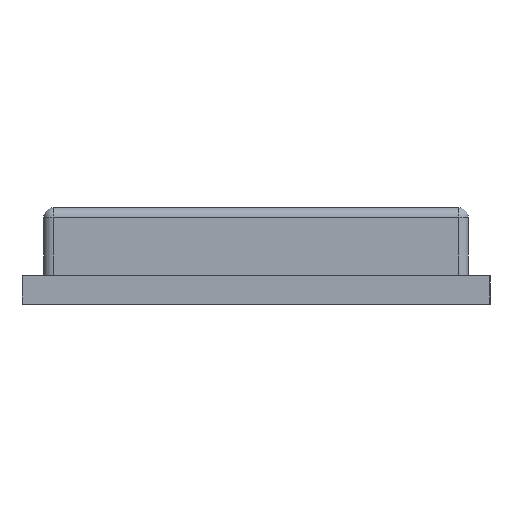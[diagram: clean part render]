
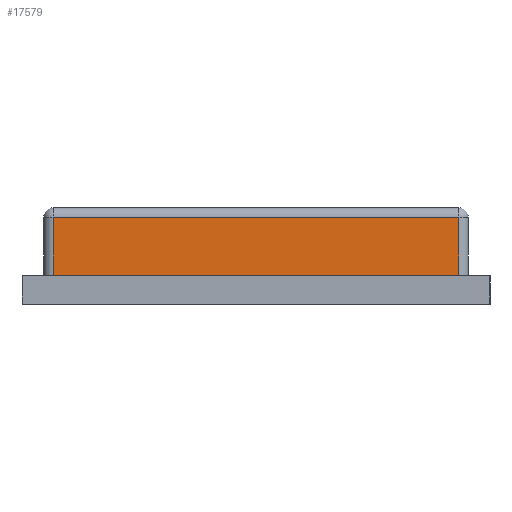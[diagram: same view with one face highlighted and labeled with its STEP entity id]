
A CAD part, front view. The second image highlights one B-rep face of the part: STEP entity #17579.
In plain terms, the highlighted planar face has unit normal (0, -1, 0).
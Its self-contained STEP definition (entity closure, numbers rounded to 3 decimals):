
#1135 = ORIENTED_EDGE ( 'NONE', *, *, #3929, .T. ) ;
#2355 = DIRECTION ( 'NONE',  ( 0., 1., 0. ) ) ;
#2679 = VERTEX_POINT ( 'NONE', #18164 ) ;
#2850 = DIRECTION ( 'NONE',  ( 0., 0., 1. ) ) ;
#3852 = LINE ( 'NONE', #21523, #3875 ) ;
#3875 = VECTOR ( 'NONE', #23465, 1000. ) ;
#3929 = EDGE_CURVE ( 'NONE', #2679, #9951, #8527, .T. ) ;
#4594 = LINE ( 'NONE', #4728, #16484 ) ;
#4595 = DIRECTION ( 'NONE',  ( 0., 0., 1. ) ) ;
#4728 = CARTESIAN_POINT ( 'NONE',  ( -4.4, -4.675, 1.8 ) ) ;
#5370 = ORIENTED_EDGE ( 'NONE', *, *, #14576, .T. ) ;
#6128 = VECTOR ( 'NONE', #16521, 1000. ) ;
#8242 = FACE_OUTER_BOUND ( 'NONE', #21491, .T. ) ;
#8337 = VERTEX_POINT ( 'NONE', #24531 ) ;
#8527 = LINE ( 'NONE', #20832, #6128 ) ;
#9857 = EDGE_CURVE ( 'NONE', #17449, #8337, #17084, .T. ) ;
#9951 = VERTEX_POINT ( 'NONE', #23635 ) ;
#11416 = ORIENTED_EDGE ( 'NONE', *, *, #9857, .T. ) ;
#12141 = DIRECTION ( 'NONE',  ( -1., 0., 0. ) ) ;
#14137 = PLANE ( 'NONE',  #21365 ) ;
#14576 = EDGE_CURVE ( 'NONE', #8337, #2679, #4594, .T. ) ;
#15578 = CARTESIAN_POINT ( 'NONE',  ( 4.2, -4.675, 0.6 ) ) ;
#16484 = VECTOR ( 'NONE', #12141, 1000. ) ;
#16521 = DIRECTION ( 'NONE',  ( 0., 0., -1. ) ) ;
#17084 = LINE ( 'NONE', #23259, #18163 ) ;
#17256 = EDGE_CURVE ( 'NONE', #9951, #17449, #3852, .T. ) ;
#17449 = VERTEX_POINT ( 'NONE', #15578 ) ;
#17579 = ADVANCED_FACE ( 'NONE', ( #8242 ), #14137, .F. ) ;
#18163 = VECTOR ( 'NONE', #2850, 1000. ) ;
#18164 = CARTESIAN_POINT ( 'NONE',  ( -4.2, -4.675, 1.8 ) ) ;
#20293 = CARTESIAN_POINT ( 'NONE',  ( 4.4, -4.675, 2. ) ) ;
#20832 = CARTESIAN_POINT ( 'NONE',  ( -4.2, -4.675, 2. ) ) ;
#21365 = AXIS2_PLACEMENT_3D ( 'NONE', #20293, #2355, #4595 ) ;
#21491 = EDGE_LOOP ( 'NONE', ( #5370, #1135, #23675, #11416 ) ) ;
#21523 = CARTESIAN_POINT ( 'NONE',  ( 4.4, -4.675, 0.6 ) ) ;
#23259 = CARTESIAN_POINT ( 'NONE',  ( 4.2, -4.675, 2. ) ) ;
#23465 = DIRECTION ( 'NONE',  ( 1., 0., 0. ) ) ;
#23635 = CARTESIAN_POINT ( 'NONE',  ( -4.2, -4.675, 0.6 ) ) ;
#23675 = ORIENTED_EDGE ( 'NONE', *, *, #17256, .T. ) ;
#24531 = CARTESIAN_POINT ( 'NONE',  ( 4.2, -4.675, 1.8 ) ) ;
